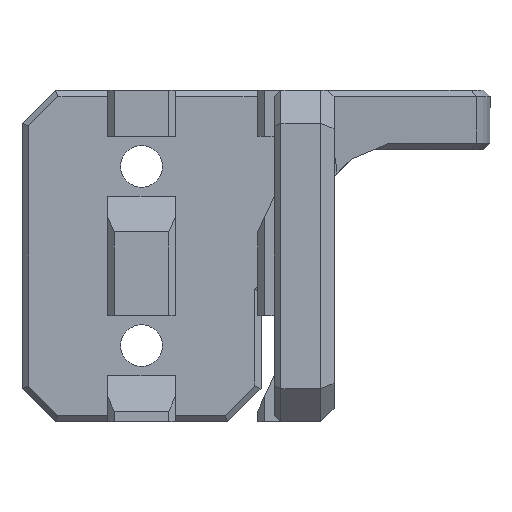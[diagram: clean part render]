
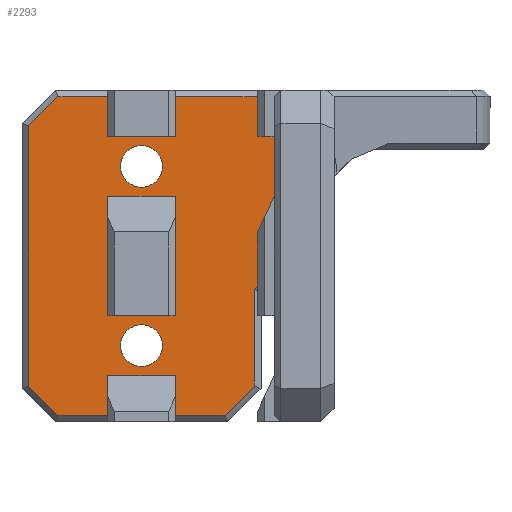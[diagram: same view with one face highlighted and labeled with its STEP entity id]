
A CAD part, left-side view. The second image highlights one B-rep face of the part: STEP entity #2293.
In plain terms, the highlighted planar face has unit normal (-1, 0, 0).
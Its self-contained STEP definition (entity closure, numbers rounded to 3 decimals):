
#42=FACE_BOUND('',#258,.T.);
#43=FACE_BOUND('',#259,.T.);
#44=FACE_BOUND('',#260,.T.);
#56=CIRCLE('',#2447,3.15);
#57=CIRCLE('',#2448,3.15);
#127=FACE_OUTER_BOUND('',#257,.T.);
#257=EDGE_LOOP('',(#1671,#1672,#1673,#1674,#1675,#1676,#1677,#1678,#1679,
#1680,#1681,#1682,#1683,#1684,#1685,#1686,#1687));
#258=EDGE_LOOP('',(#1688));
#259=EDGE_LOOP('',(#1689));
#260=EDGE_LOOP('',(#1690,#1691,#1692,#1693));
#359=LINE('',#3200,#651);
#372=LINE('',#3226,#664);
#375=LINE('',#3232,#667);
#378=LINE('',#3239,#670);
#388=LINE('',#3259,#680);
#393=LINE('',#3269,#685);
#395=LINE('',#3272,#687);
#396=LINE('',#3276,#688);
#404=LINE('',#3292,#696);
#412=LINE('',#3308,#704);
#473=LINE('',#3432,#765);
#476=LINE('',#3438,#768);
#483=LINE('',#3453,#775);
#484=LINE('',#3455,#776);
#485=LINE('',#3457,#777);
#486=LINE('',#3458,#778);
#487=LINE('',#3459,#779);
#488=LINE('',#3461,#780);
#489=LINE('',#3463,#781);
#490=LINE('',#3465,#782);
#491=LINE('',#3466,#783);
#651=VECTOR('',#2574,10.);
#664=VECTOR('',#2593,10.);
#667=VECTOR('',#2600,10.);
#670=VECTOR('',#2605,10.);
#680=VECTOR('',#2621,10.);
#685=VECTOR('',#2630,10.);
#687=VECTOR('',#2634,10.);
#688=VECTOR('',#2637,10.);
#696=VECTOR('',#2649,10.);
#704=VECTOR('',#2663,10.);
#765=VECTOR('',#2764,10.);
#768=VECTOR('',#2769,10.);
#775=VECTOR('',#2782,10.);
#776=VECTOR('',#2783,10.);
#777=VECTOR('',#2784,10.);
#778=VECTOR('',#2785,10.);
#779=VECTOR('',#2786,10.);
#780=VECTOR('',#2787,10.);
#781=VECTOR('',#2788,10.);
#782=VECTOR('',#2789,10.);
#783=VECTOR('',#2790,10.);
#943=VERTEX_POINT('',#3198);
#944=VERTEX_POINT('',#3199);
#954=VERTEX_POINT('',#3224);
#955=VERTEX_POINT('',#3231);
#957=VERTEX_POINT('',#3237);
#958=VERTEX_POINT('',#3238);
#965=VERTEX_POINT('',#3258);
#968=VERTEX_POINT('',#3268);
#969=VERTEX_POINT('',#3274);
#970=VERTEX_POINT('',#3275);
#976=VERTEX_POINT('',#3291);
#981=VERTEX_POINT('',#3307);
#1024=VERTEX_POINT('',#3430);
#1026=VERTEX_POINT('',#3436);
#1030=VERTEX_POINT('',#3448);
#1031=VERTEX_POINT('',#3452);
#1032=VERTEX_POINT('',#3454);
#1033=VERTEX_POINT('',#3456);
#1034=VERTEX_POINT('',#3460);
#1035=VERTEX_POINT('',#3462);
#1036=VERTEX_POINT('',#3464);
#1037=VERTEX_POINT('',#3467);
#1038=VERTEX_POINT('',#3469);
#1149=EDGE_CURVE('',#943,#944,#359,.T.);
#1162=EDGE_CURVE('',#944,#954,#372,.T.);
#1165=EDGE_CURVE('',#954,#955,#375,.T.);
#1168=EDGE_CURVE('',#957,#958,#378,.T.);
#1178=EDGE_CURVE('',#965,#957,#388,.T.);
#1183=EDGE_CURVE('',#968,#965,#393,.T.);
#1185=EDGE_CURVE('',#958,#968,#395,.T.);
#1186=EDGE_CURVE('',#969,#970,#396,.T.);
#1194=EDGE_CURVE('',#970,#976,#404,.T.);
#1202=EDGE_CURVE('',#976,#981,#412,.T.);
#1263=EDGE_CURVE('',#1024,#955,#473,.T.);
#1266=EDGE_CURVE('',#1026,#981,#476,.T.);
#1273=EDGE_CURVE('',#1031,#1024,#483,.T.);
#1274=EDGE_CURVE('',#1032,#1031,#484,.T.);
#1275=EDGE_CURVE('',#1033,#1032,#485,.T.);
#1276=EDGE_CURVE('',#1030,#1033,#486,.T.);
#1277=EDGE_CURVE('',#969,#1030,#487,.T.);
#1278=EDGE_CURVE('',#1034,#1026,#488,.T.);
#1279=EDGE_CURVE('',#1035,#1034,#489,.T.);
#1280=EDGE_CURVE('',#1036,#1035,#490,.T.);
#1281=EDGE_CURVE('',#943,#1036,#491,.T.);
#1282=EDGE_CURVE('',#1037,#1037,#56,.T.);
#1283=EDGE_CURVE('',#1038,#1038,#57,.T.);
#1671=ORIENTED_EDGE('',*,*,#1149,.T.);
#1672=ORIENTED_EDGE('',*,*,#1162,.T.);
#1673=ORIENTED_EDGE('',*,*,#1165,.T.);
#1674=ORIENTED_EDGE('',*,*,#1263,.F.);
#1675=ORIENTED_EDGE('',*,*,#1273,.F.);
#1676=ORIENTED_EDGE('',*,*,#1274,.F.);
#1677=ORIENTED_EDGE('',*,*,#1275,.F.);
#1678=ORIENTED_EDGE('',*,*,#1276,.F.);
#1679=ORIENTED_EDGE('',*,*,#1277,.F.);
#1680=ORIENTED_EDGE('',*,*,#1186,.T.);
#1681=ORIENTED_EDGE('',*,*,#1194,.T.);
#1682=ORIENTED_EDGE('',*,*,#1202,.T.);
#1683=ORIENTED_EDGE('',*,*,#1266,.F.);
#1684=ORIENTED_EDGE('',*,*,#1278,.F.);
#1685=ORIENTED_EDGE('',*,*,#1279,.F.);
#1686=ORIENTED_EDGE('',*,*,#1280,.F.);
#1687=ORIENTED_EDGE('',*,*,#1281,.F.);
#1688=ORIENTED_EDGE('',*,*,#1282,.T.);
#1689=ORIENTED_EDGE('',*,*,#1283,.T.);
#1690=ORIENTED_EDGE('',*,*,#1178,.T.);
#1691=ORIENTED_EDGE('',*,*,#1168,.T.);
#1692=ORIENTED_EDGE('',*,*,#1185,.T.);
#1693=ORIENTED_EDGE('',*,*,#1183,.T.);
#2181=PLANE('',#2446);
#2293=ADVANCED_FACE('',(#127,#42,#43,#44),#2181,.T.);
#2446=AXIS2_PLACEMENT_3D('',#3451,#2780,#2781);
#2447=AXIS2_PLACEMENT_3D('',#3468,#2791,#2792);
#2448=AXIS2_PLACEMENT_3D('',#3470,#2793,#2794);
#2574=DIRECTION('',(0.,0.,1.));
#2593=DIRECTION('',(0.,-1.,0.));
#2600=DIRECTION('',(0.,0.,-1.));
#2605=DIRECTION('',(0.,0.,-1.));
#2621=DIRECTION('',(0.,-1.,0.));
#2630=DIRECTION('',(0.,0.,1.));
#2634=DIRECTION('',(0.,1.,0.));
#2637=DIRECTION('',(0.,0.,-1.));
#2649=DIRECTION('',(0.,1.,0.));
#2663=DIRECTION('',(0.,0.,1.));
#2764=DIRECTION('',(0.,1.,0.));
#2769=DIRECTION('',(0.,-1.,0.));
#2780=DIRECTION('center_axis',(-1.,0.,0.));
#2781=DIRECTION('ref_axis',(0.,0.,1.));
#2782=DIRECTION('',(0.,0.707,-0.707));
#2783=DIRECTION('',(0.,0.,-1.));
#2784=DIRECTION('',(0.,0.707,-0.707));
#2785=DIRECTION('',(0.,0.,-1.));
#2786=DIRECTION('',(0.,-1.,0.));
#2787=DIRECTION('',(0.,-0.707,0.707));
#2788=DIRECTION('',(0.,0.,1.));
#2789=DIRECTION('',(0.,0.707,0.707));
#2790=DIRECTION('',(0.,1.,0.));
#2791=DIRECTION('center_axis',(1.,0.,0.));
#2792=DIRECTION('ref_axis',(0.,0.,-1.));
#2793=DIRECTION('center_axis',(1.,0.,0.));
#2794=DIRECTION('ref_axis',(0.,0.,-1.));
#3198=CARTESIAN_POINT('',(20.,5.1,-24.));
#3199=CARTESIAN_POINT('',(20.,5.1,-18.));
#3200=CARTESIAN_POINT('',(20.,5.1,-9.));
#3224=CARTESIAN_POINT('',(20.,-5.1,-18.));
#3226=CARTESIAN_POINT('',(20.,-1.275,-18.));
#3231=CARTESIAN_POINT('',(20.,-5.1,-24.));
#3232=CARTESIAN_POINT('',(20.,-5.1,-12.5));
#3237=CARTESIAN_POINT('',(20.,-5.1,9.));
#3238=CARTESIAN_POINT('',(20.,-5.1,-9.));
#3239=CARTESIAN_POINT('',(20.,-5.1,-4.5));
#3258=CARTESIAN_POINT('',(20.,5.1,9.));
#3259=CARTESIAN_POINT('',(20.,-1.275,9.));
#3268=CARTESIAN_POINT('',(20.,5.1,-9.));
#3269=CARTESIAN_POINT('',(20.,5.1,4.5));
#3272=CARTESIAN_POINT('',(20.,2.55,-9.));
#3274=CARTESIAN_POINT('',(20.,-5.1,24.));
#3275=CARTESIAN_POINT('',(20.,-5.1,18.));
#3276=CARTESIAN_POINT('',(20.,-5.1,9.));
#3291=CARTESIAN_POINT('',(20.,5.1,18.));
#3292=CARTESIAN_POINT('',(20.,2.55,18.));
#3307=CARTESIAN_POINT('',(20.,5.1,24.));
#3308=CARTESIAN_POINT('',(20.,5.1,12.5));
#3430=CARTESIAN_POINT('',(20.,-12.586,-24.));
#3432=CARTESIAN_POINT('',(20.,-9.,-24.));
#3436=CARTESIAN_POINT('',(20.,12.586,24.));
#3438=CARTESIAN_POINT('',(20.,-10.,24.));
#3448=CARTESIAN_POINT('',(20.,-20.,24.));
#3451=CARTESIAN_POINT('Origin',(20.,0.,0.));
#3452=CARTESIAN_POINT('',(20.,-17.,-19.586));
#3453=CARTESIAN_POINT('',(20.,-16.543,-20.043));
#3454=CARTESIAN_POINT('',(20.,-17.,-4.986));
#3455=CARTESIAN_POINT('',(20.,-17.,12.5));
#3456=CARTESIAN_POINT('',(20.,-20.,-1.986));
#3457=CARTESIAN_POINT('',(20.,-15.493,-6.493));
#3458=CARTESIAN_POINT('',(20.,-20.,0.));
#3459=CARTESIAN_POINT('',(20.,-10.,24.));
#3460=CARTESIAN_POINT('',(20.,17.,19.586));
#3461=CARTESIAN_POINT('',(20.,16.543,20.043));
#3462=CARTESIAN_POINT('',(20.,17.,-19.586));
#3463=CARTESIAN_POINT('',(20.,17.,-12.5));
#3464=CARTESIAN_POINT('',(20.,12.586,-24.));
#3465=CARTESIAN_POINT('',(20.,16.543,-20.043));
#3466=CARTESIAN_POINT('',(20.,-9.,-24.));
#3467=CARTESIAN_POINT('',(20.,0.,16.65));
#3468=CARTESIAN_POINT('Origin',(20.,0.,13.5));
#3469=CARTESIAN_POINT('',(20.,0.,-10.35));
#3470=CARTESIAN_POINT('Origin',(20.,0.,-13.5));
